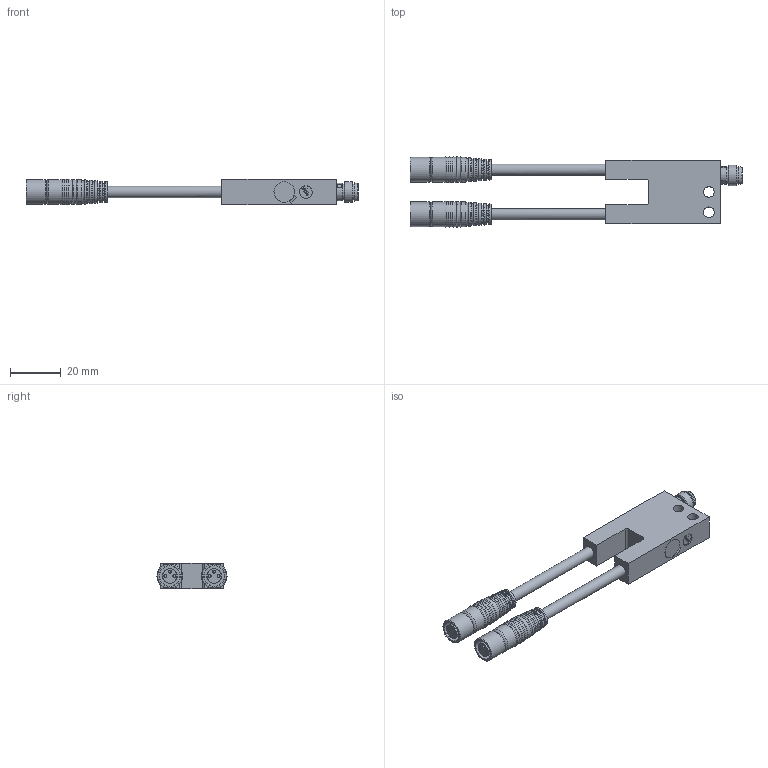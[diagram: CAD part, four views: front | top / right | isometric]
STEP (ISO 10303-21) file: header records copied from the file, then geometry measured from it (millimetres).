
FILE_DESCRIPTION (( 'STEP AP214' ), '1' );
FILE_NAME ('AV2-UND_ODER-PS-TS.STEP', '2025-08-27T12:01:26', ( '' ), ( '' ), 'SwSTEP 2.0', 'SolidWorks 2024', '' );
FILE_SCHEMA (( 'AUTOMOTIVE_DESIGN' ));
Length unit declared in the file: millimetre
Products named in the file (1): AV2-UND_ODER-PS-TS
Bounding box: 130.5 x 27.58 x 10.08 mm (x, y, z)
Volume: 14842 mm3; surface area: 8934.2 mm2
Topology: 1 solids, 1 shells, 318 faces, 876 edges, 572 vertices
Faces by surface type: plane 164, cylinder 66, torus 58, cone 27, sphere 3
Full cylindrical faces by diameter (mm): 1 x9, 4.2 x2, 4.5 x2, 4.6 x2, 5.8 x3, 6.4 x1, 6.6 x2, 6.9 x1, 7 x1, 7.2 x1, 8 x4, 8.1 x1, 9.7 x14
Entity records: 9602 total; most frequent: CARTESIAN_POINT 2280, DIRECTION 1470, ORIENTED_EDGE 1406, EDGE_CURVE 703, AXIS2_PLACEMENT_3D 589, VERTEX_POINT 521, EDGE_LOOP 488, FACE_OUTER_BOUND 403
